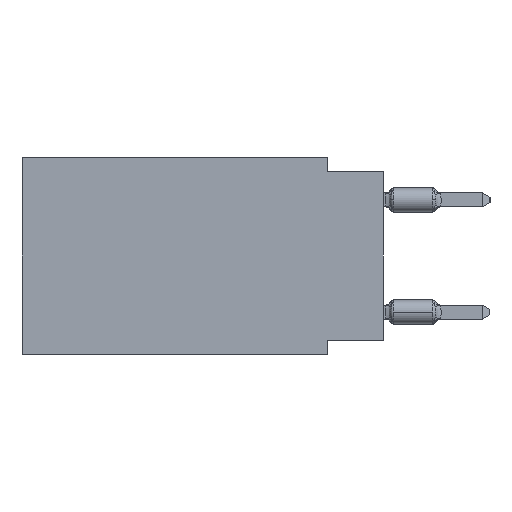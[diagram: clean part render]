
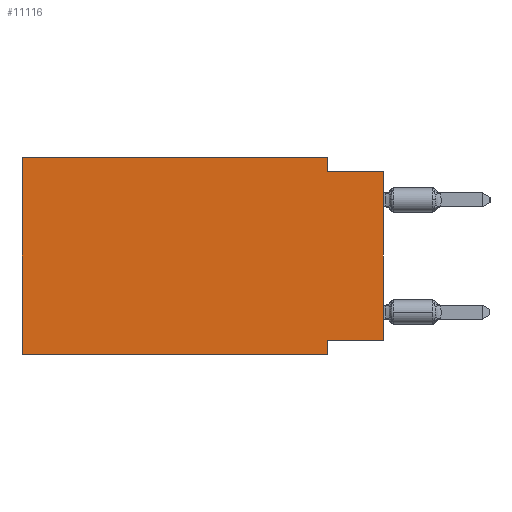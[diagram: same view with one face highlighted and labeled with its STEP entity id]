
A CAD part, left-side view. The second image highlights one B-rep face of the part: STEP entity #11116.
In plain terms, the highlighted planar face has unit normal (-1, 0, 0).
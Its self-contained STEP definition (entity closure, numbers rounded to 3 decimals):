
#376 = DIRECTION ( 'NONE',  ( 0., -1., 0. ) ) ;
#617 = CARTESIAN_POINT ( 'NONE',  ( 0., 2.54, 0. ) ) ;
#679 = VECTOR ( 'NONE', #20930, 1000. ) ;
#951 = DIRECTION ( 'NONE',  ( 0., 0., -1. ) ) ;
#1028 = EDGE_CURVE ( 'NONE', #12325, #22573, #15751, .T. ) ;
#1050 = DIRECTION ( 'NONE',  ( 0., 0., 1. ) ) ;
#1484 = CARTESIAN_POINT ( 'NONE',  ( 0., 16.383, -8.89 ) ) ;
#3007 = VERTEX_POINT ( 'NONE', #3026 ) ;
#3026 = CARTESIAN_POINT ( 'NONE',  ( 0., 2.54, -0.635 ) ) ;
#3894 = VERTEX_POINT ( 'NONE', #7299 ) ;
#4582 = VECTOR ( 'NONE', #18115, 1000. ) ;
#4787 = EDGE_CURVE ( 'NONE', #7362, #16863, #4788, .T. ) ;
#4788 = LINE ( 'NONE', #18940, #679 ) ;
#5012 = CARTESIAN_POINT ( 'NONE',  ( 0., 16.383, 0. ) ) ;
#5442 = VERTEX_POINT ( 'NONE', #21062 ) ;
#5506 = CARTESIAN_POINT ( 'NONE',  ( 0., 0., 0. ) ) ;
#5701 = CARTESIAN_POINT ( 'NONE',  ( 0., 2.54, 0. ) ) ;
#5909 = ORIENTED_EDGE ( 'NONE', *, *, #24923, .F. ) ;
#6072 = CARTESIAN_POINT ( 'NONE',  ( 0., 16.383, 0. ) ) ;
#7299 = CARTESIAN_POINT ( 'NONE',  ( 0., 2.54, -8.89 ) ) ;
#7362 = VERTEX_POINT ( 'NONE', #8290 ) ;
#7589 = VECTOR ( 'NONE', #23123, 1000. ) ;
#7734 = DIRECTION ( 'NONE',  ( 0., 0., 1. ) ) ;
#8290 = CARTESIAN_POINT ( 'NONE',  ( 0., 0., -8.255 ) ) ;
#8660 = DIRECTION ( 'NONE',  ( 0., 0., -1. ) ) ;
#8725 = DIRECTION ( 'NONE',  ( 1., 0., 0. ) ) ;
#8806 = LINE ( 'NONE', #10291, #7589 ) ;
#10118 = LINE ( 'NONE', #5506, #23671 ) ;
#10175 = EDGE_CURVE ( 'NONE', #16863, #3894, #8806, .T. ) ;
#10255 = EDGE_LOOP ( 'NONE', ( #11218, #13598, #5909, #12842, #11082, #20154, #15575, #24296 ) ) ;
#10291 = CARTESIAN_POINT ( 'NONE',  ( 0., 2.54, -8.89 ) ) ;
#10693 = DIRECTION ( 'NONE',  ( 0., -1., 0. ) ) ;
#11082 = ORIENTED_EDGE ( 'NONE', *, *, #24512, .F. ) ;
#11116 = ADVANCED_FACE ( 'NONE', ( #11253 ), #19312, .F. ) ;
#11218 = ORIENTED_EDGE ( 'NONE', *, *, #19616, .T. ) ;
#11253 = FACE_OUTER_BOUND ( 'NONE', #10255, .T. ) ;
#11512 = EDGE_CURVE ( 'NONE', #3007, #5442, #12695, .T. ) ;
#12325 = VERTEX_POINT ( 'NONE', #15363 ) ;
#12403 = LINE ( 'NONE', #12672, #22368 ) ;
#12672 = CARTESIAN_POINT ( 'NONE',  ( 0., 16.383, -8.89 ) ) ;
#12695 = LINE ( 'NONE', #20751, #21090 ) ;
#12842 = ORIENTED_EDGE ( 'NONE', *, *, #1028, .F. ) ;
#13241 = CARTESIAN_POINT ( 'NONE',  ( 0., 16.383, 0. ) ) ;
#13598 = ORIENTED_EDGE ( 'NONE', *, *, #11512, .F. ) ;
#15363 = CARTESIAN_POINT ( 'NONE',  ( 0., 16.383, 0. ) ) ;
#15575 = ORIENTED_EDGE ( 'NONE', *, *, #10175, .F. ) ;
#15751 = LINE ( 'NONE', #6072, #4582 ) ;
#16863 = VERTEX_POINT ( 'NONE', #25653 ) ;
#16929 = VECTOR ( 'NONE', #1050, 1000. ) ;
#18115 = DIRECTION ( 'NONE',  ( 0., -1., 0. ) ) ;
#18642 = VECTOR ( 'NONE', #8660, 1000. ) ;
#18720 = LINE ( 'NONE', #617, #18642 ) ;
#18940 = CARTESIAN_POINT ( 'NONE',  ( 0., 0., -8.255 ) ) ;
#19312 = PLANE ( 'NONE',  #23231 ) ;
#19428 = EDGE_CURVE ( 'NONE', #22679, #3894, #12403, .T. ) ;
#19616 = EDGE_CURVE ( 'NONE', #7362, #5442, #10118, .T. ) ;
#20154 = ORIENTED_EDGE ( 'NONE', *, *, #19428, .T. ) ;
#20751 = CARTESIAN_POINT ( 'NONE',  ( 0., 0., -0.635 ) ) ;
#20876 = LINE ( 'NONE', #5012, #16929 ) ;
#20930 = DIRECTION ( 'NONE',  ( 0., 1., 0. ) ) ;
#21062 = CARTESIAN_POINT ( 'NONE',  ( 0., 0., -0.635 ) ) ;
#21090 = VECTOR ( 'NONE', #10693, 1000. ) ;
#22368 = VECTOR ( 'NONE', #376, 1000. ) ;
#22573 = VERTEX_POINT ( 'NONE', #5701 ) ;
#22679 = VERTEX_POINT ( 'NONE', #1484 ) ;
#23123 = DIRECTION ( 'NONE',  ( 0., 0., -1. ) ) ;
#23231 = AXIS2_PLACEMENT_3D ( 'NONE', #13241, #8725, #951 ) ;
#23671 = VECTOR ( 'NONE', #7734, 1000. ) ;
#24296 = ORIENTED_EDGE ( 'NONE', *, *, #4787, .F. ) ;
#24512 = EDGE_CURVE ( 'NONE', #22679, #12325, #20876, .T. ) ;
#24923 = EDGE_CURVE ( 'NONE', #22573, #3007, #18720, .T. ) ;
#25653 = CARTESIAN_POINT ( 'NONE',  ( 0., 2.54, -8.255 ) ) ;
